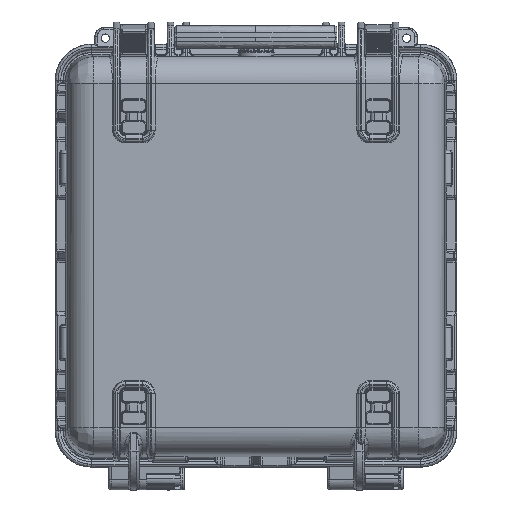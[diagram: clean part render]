
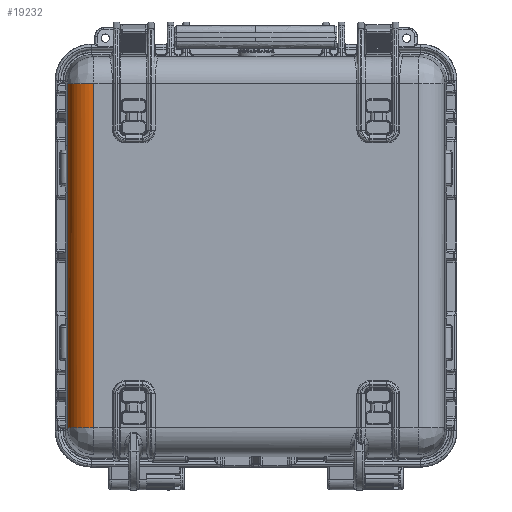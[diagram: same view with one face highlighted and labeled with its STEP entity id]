
A CAD part, front view. The second image highlights one B-rep face of the part: STEP entity #19232.
In plain terms, the highlighted cylindrical face has radius 23.5 mm (diameter 47 mm), a partial arc.
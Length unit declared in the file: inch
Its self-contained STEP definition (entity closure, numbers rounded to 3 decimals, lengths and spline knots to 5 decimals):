
#5527 = CARTESIAN_POINT ( 'NONE',  ( 0.44654, 0.84145, 5.68304 ) ) ;
#6918 = CARTESIAN_POINT ( 'NONE',  ( 1.07657, 0.0457, 5.68304 ) ) ;
#13042 = CARTESIAN_POINT ( 'NONE',  ( 0.91326, 0.11832, 17.85102 ) ) ;
#13993 = VERTEX_POINT ( 'NONE', #82753 ) ;
#19232 = ADVANCED_FACE ( 'NONE', ( #85587 ), #43316, .T. ) ;
#22176 = CARTESIAN_POINT ( 'NONE',  ( 0.45387, 0.78208, 5.68304 ) ) ;
#22890 = CARTESIAN_POINT ( 'NONE',  ( 1.25078, 0.00577, 5.68304 ) ) ;
#23460 = LINE ( 'NONE', #133411, #103142 ) ;
#29061 = CARTESIAN_POINT ( 'NONE',  ( 0.76692, 0.22093, 17.85102 ) ) ;
#29062 = CARTESIAN_POINT ( 'NONE',  ( 1.36987, 0., 5.68304 ) ) ;
#38216 = CARTESIAN_POINT ( 'NONE',  ( 0.49835, 0.60898, 5.68304 ) ) ;
#38914 = CARTESIAN_POINT ( 'NONE',  ( 1.36987, 0., 5.68304 ) ) ;
#43316 = CYLINDRICAL_SURFACE ( 'NONE', #43993, 0.9252 ) ;
#43993 = AXIS2_PLACEMENT_3D ( 'NONE', #61985, #141276, #77980 ) ;
#44389 = CARTESIAN_POINT ( 'NONE',  ( 1.31032, 0., 17.85102 ) ) ;
#45078 = CARTESIAN_POINT ( 'NONE',  ( 0.64299, 0.34971, 17.85102 ) ) ;
#54227 = CARTESIAN_POINT ( 'NONE',  ( 0.57522, 0.44763, 5.68304 ) ) ;
#55787 = EDGE_CURVE ( 'NONE', #199612, #123466, #78799, .T. ) ;
#56875 = DIRECTION ( 'NONE',  ( 0., 0., -1. ) ) ;
#61087 = CARTESIAN_POINT ( 'NONE',  ( 0.54607, 0.49987, 17.85102 ) ) ;
#61985 = CARTESIAN_POINT ( 'NONE',  ( 1.36987, 0.9252, 8.20965 ) ) ;
#70220 = CARTESIAN_POINT ( 'NONE',  ( 0.68162, 0.30403, 5.68304 ) ) ;
#77071 = CARTESIAN_POINT ( 'NONE',  ( 0.47977, 0.66584, 17.85102 ) ) ;
#77980 = DIRECTION ( 'NONE',  ( -1., 0., 0. ) ) ;
#78799 = LINE ( 'NONE', #175079, #158406 ) ;
#82753 = CARTESIAN_POINT ( 'NONE',  ( 1.36987, 0., 17.85102 ) ) ;
#85587 = FACE_OUTER_BOUND ( 'NONE', #102253, .T. ) ;
#86190 = CARTESIAN_POINT ( 'NONE',  ( 0.8136, 0.18351, 5.68304 ) ) ;
#92373 = CARTESIAN_POINT ( 'NONE',  ( 1.1339, 0.02862, 17.85102 ) ) ;
#93046 = CARTESIAN_POINT ( 'NONE',  ( 0.44654, 0.84145, 17.85102 ) ) ;
#97221 = EDGE_CURVE ( 'NONE', #13993, #199612, #174806, .T. ) ;
#101441 = EDGE_CURVE ( 'NONE', #123466, #176871, #155461, .T. ) ;
#101514 = CARTESIAN_POINT ( 'NONE',  ( 0.44499, 0.90098, 5.68304 ) ) ;
#102207 = CARTESIAN_POINT ( 'NONE',  ( 0.96625, 0.09055, 5.68304 ) ) ;
#102253 = EDGE_LOOP ( 'NONE', ( #154000, #160673, #160430, #136030 ) ) ;
#103142 = VECTOR ( 'NONE', #56875, 39.37008 ) ;
#106831 = CARTESIAN_POINT ( 'NONE',  ( 0.44499, 0.90098, 5.68304 ) ) ;
#108374 = CARTESIAN_POINT ( 'NONE',  ( 0.96625, 0.09055, 17.85102 ) ) ;
#110110 = CARTESIAN_POINT ( 'NONE',  ( 0.44499, 0.90098, 17.85102 ) ) ;
#110401 = DIRECTION ( 'NONE',  ( 0., 0., -1. ) ) ;
#118224 = CARTESIAN_POINT ( 'NONE',  ( 1.1339, 0.02862, 5.68304 ) ) ;
#123466 = VERTEX_POINT ( 'NONE', #106831 ) ;
#124370 = CARTESIAN_POINT ( 'NONE',  ( 0.8136, 0.18351, 17.85102 ) ) ;
#133411 = CARTESIAN_POINT ( 'NONE',  ( 1.36987, 0., 11.76703 ) ) ;
#133525 = CARTESIAN_POINT ( 'NONE',  ( 0.47977, 0.66584, 5.68304 ) ) ;
#134206 = CARTESIAN_POINT ( 'NONE',  ( 1.31032, 0., 5.68304 ) ) ;
#136030 = ORIENTED_EDGE ( 'NONE', *, *, #55787, .T. ) ;
#140378 = CARTESIAN_POINT ( 'NONE',  ( 0.68162, 0.30403, 17.85102 ) ) ;
#141276 = DIRECTION ( 'NONE',  ( 0., 0., 1. ) ) ;
#149536 = CARTESIAN_POINT ( 'NONE',  ( 0.54607, 0.49987, 5.68304 ) ) ;
#154000 = ORIENTED_EDGE ( 'NONE', *, *, #101441, .T. ) ;
#155461 = B_SPLINE_CURVE_WITH_KNOTS ( 'NONE', 3,
 ( #101514, #5527, #22176, #133525, #38216, #149536, #54227, #165509, #70220, #181521, #86190, #197505, #102207, #6918, #118224, #22890, #134206, #38914 ),
 .UNSPECIFIED., .F., .F.,
 ( 4, 2, 2, 2, 2, 2, 2, 2, 4 ),
 ( 0., 0.125, 0.25, 0.375, 0.5, 0.625, 0.75, 0.875, 1. ),
 .UNSPECIFIED. ) ;
#156345 = CARTESIAN_POINT ( 'NONE',  ( 0.57522, 0.44763, 17.85102 ) ) ;
#158406 = VECTOR ( 'NONE', #110401, 39.37008 ) ;
#160430 = ORIENTED_EDGE ( 'NONE', *, *, #97221, .T. ) ;
#160673 = ORIENTED_EDGE ( 'NONE', *, *, #200523, .F. ) ;
#165509 = CARTESIAN_POINT ( 'NONE',  ( 0.64299, 0.34971, 5.68304 ) ) ;
#171697 = CARTESIAN_POINT ( 'NONE',  ( 1.36987, 0., 17.85102 ) ) ;
#172391 = CARTESIAN_POINT ( 'NONE',  ( 0.49835, 0.60898, 17.85102 ) ) ;
#174806 = B_SPLINE_CURVE_WITH_KNOTS ( 'NONE', 3,
 ( #171697, #44389, #187694, #92373, #203606, #108374, #13042, #124370, #29061, #140378, #45078, #156345, #61087, #172391, #77071, #188369, #93046, #204298 ),
 .UNSPECIFIED., .F., .F.,
 ( 4, 2, 2, 2, 2, 2, 2, 2, 4 ),
 ( 0., 0.125, 0.25, 0.375, 0.5, 0.625, 0.75, 0.875, 1. ),
 .UNSPECIFIED. ) ;
#175079 = CARTESIAN_POINT ( 'NONE',  ( 0.44499, 0.90098, 8.20965 ) ) ;
#176871 = VERTEX_POINT ( 'NONE', #29062 ) ;
#181521 = CARTESIAN_POINT ( 'NONE',  ( 0.76692, 0.22093, 5.68304 ) ) ;
#187694 = CARTESIAN_POINT ( 'NONE',  ( 1.25078, 0.00577, 17.85102 ) ) ;
#188369 = CARTESIAN_POINT ( 'NONE',  ( 0.45387, 0.78208, 17.85102 ) ) ;
#197505 = CARTESIAN_POINT ( 'NONE',  ( 0.91326, 0.11832, 5.68304 ) ) ;
#199612 = VERTEX_POINT ( 'NONE', #110110 ) ;
#200523 = EDGE_CURVE ( 'NONE', #13993, #176871, #23460, .T. ) ;
#203606 = CARTESIAN_POINT ( 'NONE',  ( 1.07657, 0.0457, 17.85102 ) ) ;
#204298 = CARTESIAN_POINT ( 'NONE',  ( 0.44499, 0.90098, 17.85102 ) ) ;
